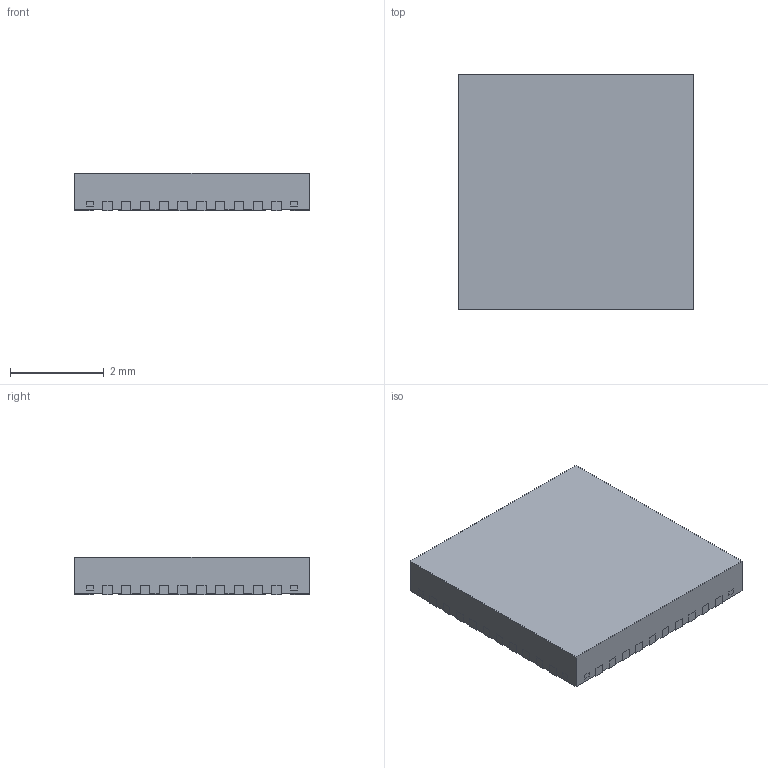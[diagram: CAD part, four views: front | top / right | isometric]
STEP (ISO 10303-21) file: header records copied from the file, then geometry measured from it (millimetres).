
FILE_DESCRIPTION((''),'2;1');
FILE_NAME('RSB0040E_ASM','2017-11-17T13:41:57',('a0412086'),(''),'CREO PARAMETRIC BY PTC INC, 2017260','CREO PARAMETRIC BY PTC INC, 2017260','');
FILE_SCHEMA(('AUTOMOTIVE_DESIGN { 1 0 10303 214 1 1 1 1 }'));
Length unit declared in the file: millimetre
Products named in the file (4): BODY-QFN; FRAME-RSB0040E; PIN1-ID; RSB0040E_ASM
Assembly tree (3 placements, depth 2):
  RSB0040E_ASM
    BODY-QFN
    FRAME-RSB0040E
    PIN1-ID
Bounding box: 5 x 5 x 0.8 mm (x, y, z)
Volume: 19.7 mm3; surface area: 117.9 mm2
Topology: 46 solids, 46 shells, 629 faces, 1602 edges, 1068 vertices
Faces by surface type: plane 485, cylinder 144
Entity records: 24603 total; most frequent: CARTESIAN_POINT 3349, DIRECTION 3214, ORIENTED_EDGE 3204, PRESENTATION_STYLE_ASSIGNMENT 1689, STYLED_ITEM 1648, CURVE_STYLE 1602, EDGE_CURVE 1602, VECTOR 1314
